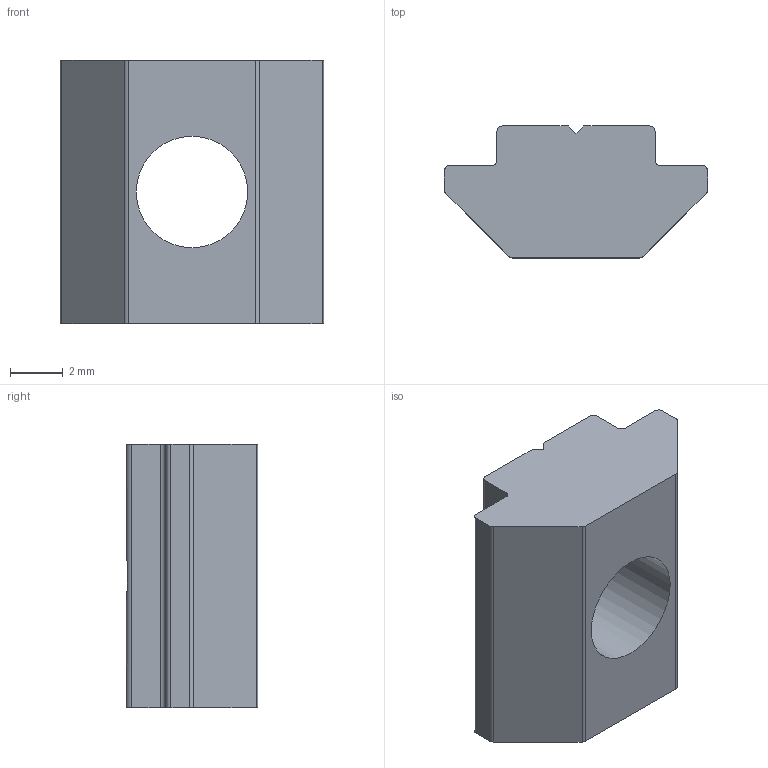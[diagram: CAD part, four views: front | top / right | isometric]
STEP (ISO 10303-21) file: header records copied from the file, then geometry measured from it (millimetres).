
FILE_DESCRIPTION(/* description */ (''),/* implementation_level */ '2;1');
FILE_NAME(/* name */ 'Slider T-Nut for 2020 - M5.step',/* time_stamp */ '2018-12-27T22:24:22+01:00',/* author */ (''),/* organization */ (''),/* preprocessor_version */ 'ST-DEVELOPER v17.2',/* originating_system */ 'Autodesk Translation Framework v7.6.0.251',/* authorisation */ '');
FILE_SCHEMA (('AUTOMOTIVE_DESIGN { 1 0 10303 214 3 1 1 }'));
Length unit declared in the file: millimetre
Products named in the file (1): Slider T-Nut for 2020 - M5
Bounding box: 10 x 5 x 10 mm (x, y, z)
Volume: 300.6 mm3; surface area: 373.9 mm2
Topology: 1 solids, 1 shells, 31 faces, 89 edges, 59 vertices
Faces by surface type: plane 19, cylinder 11, cone 1
Full cylindrical faces by diameter (mm): 4.234 x1
Entity records: 1084 total; most frequent: CARTESIAN_POINT 214, ORIENTED_EDGE 178, DIRECTION 174, EDGE_CURVE 89, VERTEX_POINT 59, AXIS2_PLACEMENT_3D 59, LINE 56, VECTOR 56
